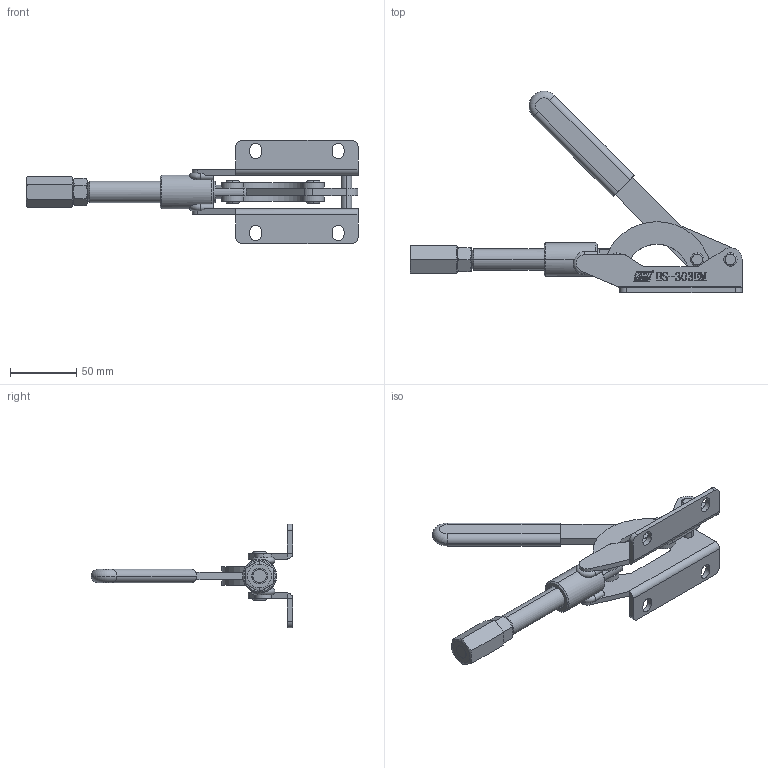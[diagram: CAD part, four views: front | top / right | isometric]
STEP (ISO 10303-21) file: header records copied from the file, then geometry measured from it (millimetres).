
FILE_DESCRIPTION (( 'STEP AP203' ), '1' );
FILE_NAME ('HS-303EM 装配体.STEP', '2018-12-07T06:33:34', ( 'PCOS' ), ( '微软中国' ), 'SwSTEP 2.0', 'SolidWorks 2012', '' );
FILE_SCHEMA (( 'CONFIG_CONTROL_DESIGN' ));
Length unit declared in the file: millimetre
Products named in the file (10): HS-303EM 蚾饜极; 种2; 种1; hex nuts, style 1-grades ab gb_GB_FASTENER_NUT_SNAB1 M12-C; 挴裝; 忒梟; 忒參; 蹟譫; 蟀裝; 菁釱
Assembly tree (11 placements, depth 2):
  HS-303EM 蚾饜极
    菁釱
    蟀裝  x2
    蹟譫
    忒參
    忒梟
    挴裝
    hex nuts, style 1-grades ab gb_GB_FASTENER_NUT_SNAB1 M12-C
    种1  x2
    种2
Bounding box: 250 x 151.82 x 78 mm (x, y, z)
Volume: 134012.8 mm3; surface area: 62905.6 mm2
Topology: 12 solids, 12 shells, 640 faces, 1687 edges, 1104 vertices
Faces by surface type: plane 305, bspline 149, cylinder 137, cone 29, torus 20
Entity records: 26726 total; most frequent: CARTESIAN_POINT 11101, ORIENTED_EDGE 3268, DIRECTION 2553, EDGE_CURVE 1634, VERTEX_POINT 1070, VECTOR 989, LINE 989, AXIS2_PLACEMENT_3D 782
